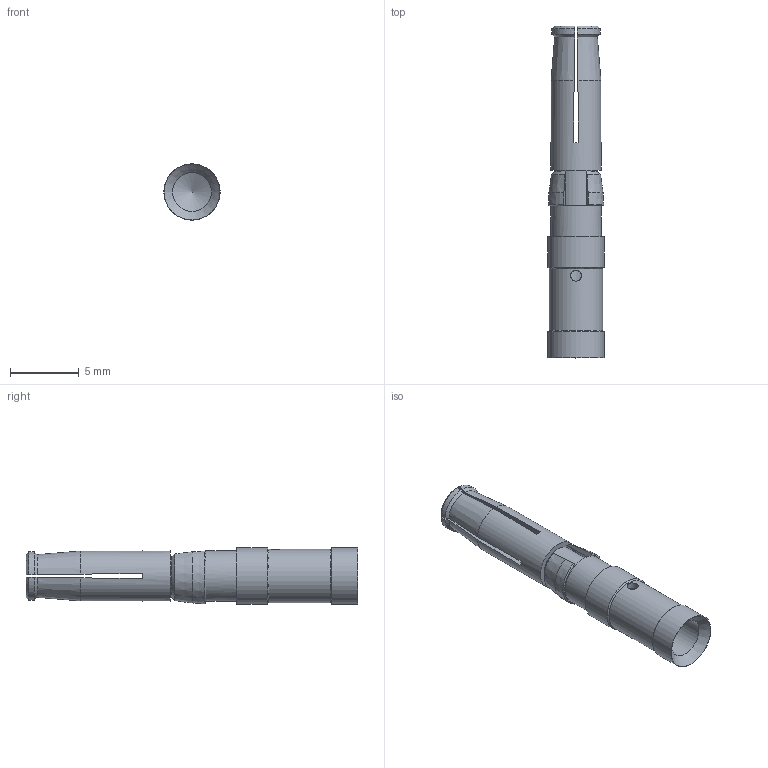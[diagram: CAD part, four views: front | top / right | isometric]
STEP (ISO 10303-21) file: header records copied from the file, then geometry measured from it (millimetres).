
FILE_DESCRIPTION(/* description */ (''),/* implementation_level */ '2;1');
FILE_NAME(/* name */ 'N_02_025_0033.stp',/* time_stamp */ '2015-11-06T10:37:10+01:00',/* author */ (''),/* organization */ (''),/* preprocessor_version */ 'ST-DEVELOPER v15',/* originating_system */ 'SIEMENS PLM Software NX 9.0',/* authorisation */ '');
FILE_SCHEMA (('AP203_CONFIGURATION_CONTROLLED_3D_DESIGN_OF_MECHANICAL_PARTS_AND_ASSEMBLIES_MIM_LF { 1 0 10303 403 2 1 2}'));
Length unit declared in the file: millimetre
Products named in the file (1): rsch16505C3Eduvl
Bounding box: 4.1 x 24.2 x 4.1 mm (x, y, z)
Volume: 160.9 mm3; surface area: 517 mm2
Topology: 1 solids, 1 shells, 71 faces, 191 edges, 124 vertices
Faces by surface type: cone 30, plane 25, cylinder 10, torus 6
Full cylindrical faces by diameter (mm): 0.8 x1, 2.65 x1, 2.8 x1, 2.85 x1, 3.65 x1, 3.7 x1, 3.9 x1, 4.1 x2
Entity records: 2580 total; most frequent: CARTESIAN_POINT 849, ORIENTED_EDGE 342, DIRECTION 330, EDGE_CURVE 171, AXIS2_PLACEMENT_3D 153, VERTEX_POINT 120, EDGE_LOOP 89, ADVANCED_FACE 71
